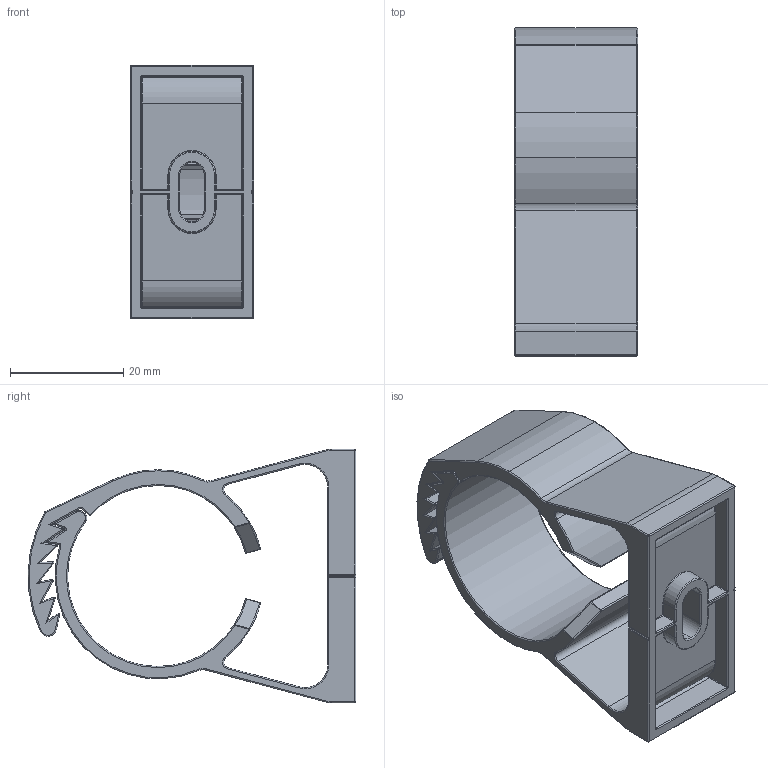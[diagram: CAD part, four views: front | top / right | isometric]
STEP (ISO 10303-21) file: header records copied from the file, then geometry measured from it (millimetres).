
FILE_DESCRIPTION (( 'STEP AP203' ), '1' );
FILE_NAME ('CTA00D-FL-035-K01 Êëèïñà ñ ôèêñàòîðîì äëÿ ãëàäêèõ òðóá d=35-42ìì áåëàÿ IEK.STEP', '2024-02-22T11:09:31', ( '' ), ( '' ), 'SwSTEP 2.0', 'SolidWorks 2022', '' );
FILE_SCHEMA (( 'CONFIG_CONTROL_DESIGN' ));
Length unit declared in the file: millimetre
Products named in the file (1): CTA00D-FL-035-K01 Клипса с фиксатором для гладких труб d=35-42мм белая IEK
Bounding box: 21.8 x 57.98 x 44.8 mm (x, y, z)
Volume: 11730.8 mm3; surface area: 11711.2 mm2
Topology: 1 solids, 1 shells, 387 faces, 895 edges, 468 vertices
Faces by surface type: cylinder 173, torus 90, sphere 56, plane 56, bspline 12
Entity records: 10684 total; most frequent: CARTESIAN_POINT 2079, DIRECTION 2029, ORIENTED_EDGE 1678, AXIS2_PLACEMENT_3D 854, EDGE_CURVE 839, CIRCLE 478, VERTEX_POINT 456, EDGE_LOOP 391
